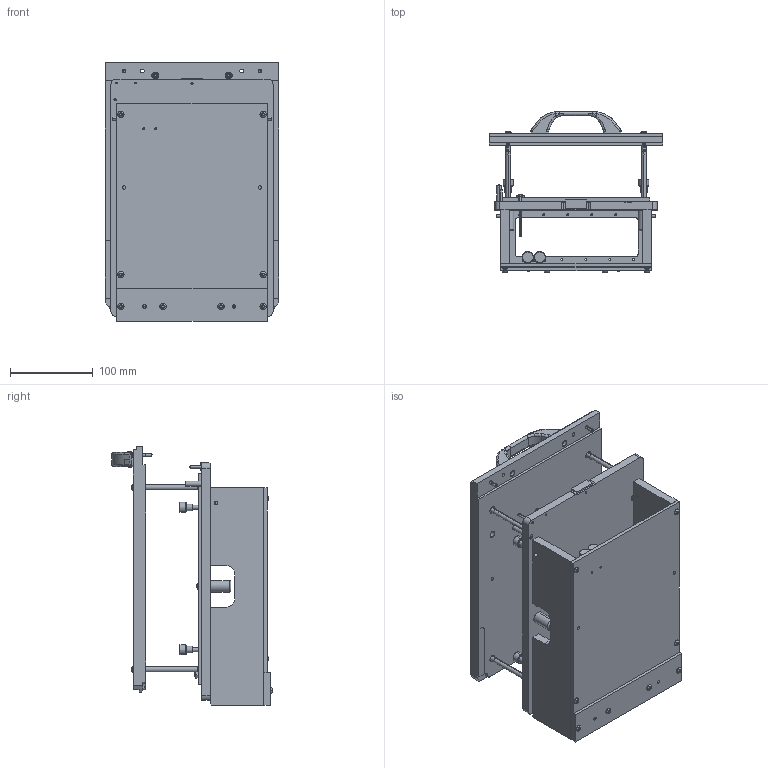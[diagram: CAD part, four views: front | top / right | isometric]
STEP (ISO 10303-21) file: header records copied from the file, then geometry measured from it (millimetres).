
FILE_DESCRIPTION (( 'STEP AP214' ), '1' );
FILE_NAME ('45898-KIT~1.STEP', '2019-09-17T11:23:16', ( '' ), ( '' ), 'SwSTEP 2.0', 'SolidWorks 2018', '' );
FILE_SCHEMA (( 'AUTOMOTIVE_DESIGN' ));
Length unit declared in the file: millimetre
Products named in the file (39): 45885~1; 46845~0_S; ISO7380~n_M03,0x006; 45897~3; 45884~1_S; ISO7380~n_M04,0x020; 41899~3_flexiebel <S>; DIN6325~n_03,0m6x024; 44408~2_S; DIN6325~n_04,0m6x016; ISO7380~n_M04,0x012; 41369~1_S; 2229~6; 3699~0_zwei <Standard>; 32457~0_S; DIN912~n_M03,0x012; 2393~0_S; 45888~1_ohne Transportschrauben <S>; 45887~1_S; 45896~2_ICT Stellung (kontaktiert) <S>; DIN6325~n_06,0m6x030; 45898-KIT~1; 45716~1_flexibel <S>; DIN125~n_03,2 M03,0; DIN7991~n_M03,0x006; 43627~0_Hub 22,5mm<Standard>; DIN7979~n_04,0m6x020M3; 41367~4_S; 41880~3; 53731~0; GKS-114-0015~-g-k-s_Hub = 08,0 <S>; KS-113-Master~-k-s_KS-113 23; DIN6325~n_03,0m6x016; 32293~0_S; DIN7991~n_M03,0x010 VA; 2196~6; 45889~3_S; 46869~0_S; 3917~3_M 3 A
Assembly tree (80 placements, depth 4):
  45898-KIT~1
    45896~2_ICT Stellung (kontaktiert) <S>
      41899~3_flexiebel <S>
        KS-113-Master~-k-s_KS-113 23
        GKS-114-0015~-g-k-s_Hub = 08,0 <S>
        53731~0
        3917~3_M 3 A
      45897~3
      45884~1_S
      46845~0_S  x2
      45885~1
      44408~2_S
      45887~1_S
      43627~0_Hub 22,5mm<Standard>  x4
      2196~6  x2
      2229~6  x2
      46869~0_S  x4
      32293~0_S
      41880~3
      3699~0_zwei <Standard>
      ISO7380~n_M04,0x012  x16
      DIN7991~n_M03,0x010 VA
      DIN6325~n_03,0m6x016
      DIN6325~n_03,0m6x024
      DIN6325~n_04,0m6x016  x6
      DIN6325~n_06,0m6x030
      DIN7991~n_M03,0x006  x2
      41367~4_S  x2
    45888~1_ohne Transportschrauben <S>
      45716~1_flexibel <S>
        32457~0_S
        DIN7979~n_04,0m6x020M3  x2
        ISO7380~n_M03,0x006  x2
        41369~1_S  x4
        ISO7380~n_M04,0x020  x4
        DIN912~n_M03,0x012  x2
        2393~0_S  x2
        DIN125~n_03,2 M03,0  x2
      45889~3_S
Bounding box: 210 x 194.2 x 313 mm (x, y, z)
Volume: 2270980.1 mm3; surface area: 612076.4 mm2
Topology: 86 solids, 86 shells, 3047 faces, 7121 edges, 4598 vertices
Faces by surface type: plane 1457, cylinder 1134, cone 240, torus 120, bspline 52, sphere 44
Entity records: 84241 total; most frequent: CARTESIAN_POINT 18224, DIRECTION 11172, ORIENTED_EDGE 10008, EDGE_CURVE 5004, AXIS2_PLACEMENT_3D 4137, VERTEX_POINT 3270, VECTOR 2898, LINE 2898
